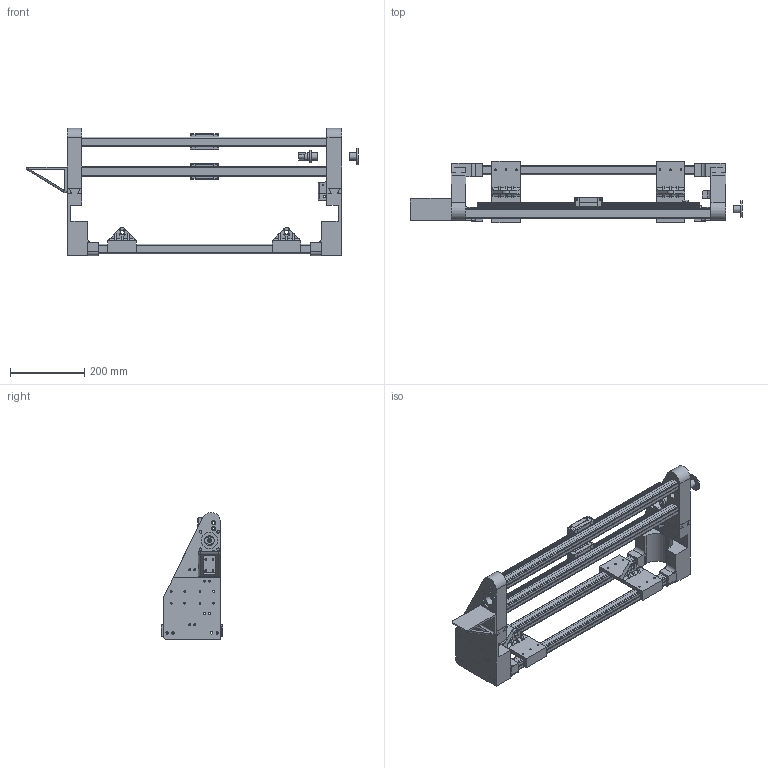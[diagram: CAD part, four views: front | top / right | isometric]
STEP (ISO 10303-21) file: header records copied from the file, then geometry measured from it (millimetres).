
FILE_DESCRIPTION(/* description */ (''),/* implementation_level */ '2;1');
FILE_NAME(/* name */ 'full x gantry model v3.step',/* time_stamp */ '2025-08-05T14:36:50-07:00',/* author */ (''),/* organization */ (''),/* preprocessor_version */ 'ST-DEVELOPER v20.1',/* originating_system */ 'Autodesk Translation Framework v14.10.0.0',/* authorisation */ '');
FILE_SCHEMA (('AUTOMOTIVE_DESIGN { 1 0 10303 214 3 1 1 }'));
Length unit declared in the file: millimetre
Products named in the file (25): full x gantry model; left x wall bottom; Component1(Mirror)(Mirror) (2)(Mirror); left x wall top; Component1(Mirror)(Mirror) (2)(Mirror)_1; right x wall bottom; Component1; right x wall top; Component1_1; xAxisMotorMount; left outer wall leadscrew endstop; Component1_2; left inner wall leadscrew endstop; Component1_3; Component2; 680.8mm peanut bar; 600mm peanut bar v1; am-3090a-2 2ft Peanut; 600mm peanut bar; am-3090a-2 2ft Peanut_1; HGR20R LINEAR GUIDE RAIL, CONFIGURABLE, 600 mm; y lead screw nut holder L&R(under build plate); y lead screw nut holder L&R(under build plate)_1; Component1_4; HGH20CAZ0C, BLOCK, MIDSECTION
Assembly tree (29 placements, depth 4):
  full x gantry model
    left x wall bottom
      Component1(Mirror)(Mirror) (2)(Mirror)
    left x wall top
      Component1(Mirror)(Mirror) (2)(Mirror)_1
    right x wall bottom
      Component1
    right x wall top
      Component1_1
    xAxisMotorMount
    left outer wall leadscrew endstop
      Component1_2
    left inner wall leadscrew endstop
      Component1_3
        Component2
    680.8mm peanut bar  x2
      600mm peanut bar v1
        am-3090a-2 2ft Peanut
    600mm peanut bar  x2
      am-3090a-2 2ft Peanut_1
    HGR20R LINEAR GUIDE RAIL, CONFIGURABLE, 600 mm  x2
    y lead screw nut holder L&R(under build plate)
      Component1_4
    y lead screw nut holder L&R(under build plate)_1
      Component1_4
    HGH20CAZ0C, BLOCK, MIDSECTION  x2
Bounding box: 895.6 x 165.4 x 343.21 mm (x, y, z)
Volume: 4072398.3 mm3; surface area: 1238230.3 mm2
Topology: 26 solids, 26 shells, 1130 faces, 3034 edges, 2012 vertices
Faces by surface type: plane 694, cylinder 420, cone 12, torus 4
Full cylindrical faces by diameter (mm): 3.2 x8, 3.4 x1, 4 x2, 4.2 x31, 4.3 x12, 5 x9, 5.1 x2, 5.25 x8, 5.5 x16, 6 x26, 6.3 x8, 6.8 x8, 7 x4, 7.3 x4, 9.5 x22, 10.5 x1, 11 x2, 19.7 x2, 20 x2, 26 x1, 44.7 x1, 45 x2
Entity records: 23755 total; most frequent: CARTESIAN_POINT 4280, DIRECTION 3967, ORIENTED_EDGE 3810, EDGE_CURVE 1905, LINE 1325, VECTOR 1325, AXIS2_PLACEMENT_3D 1321, VERTEX_POINT 1266
